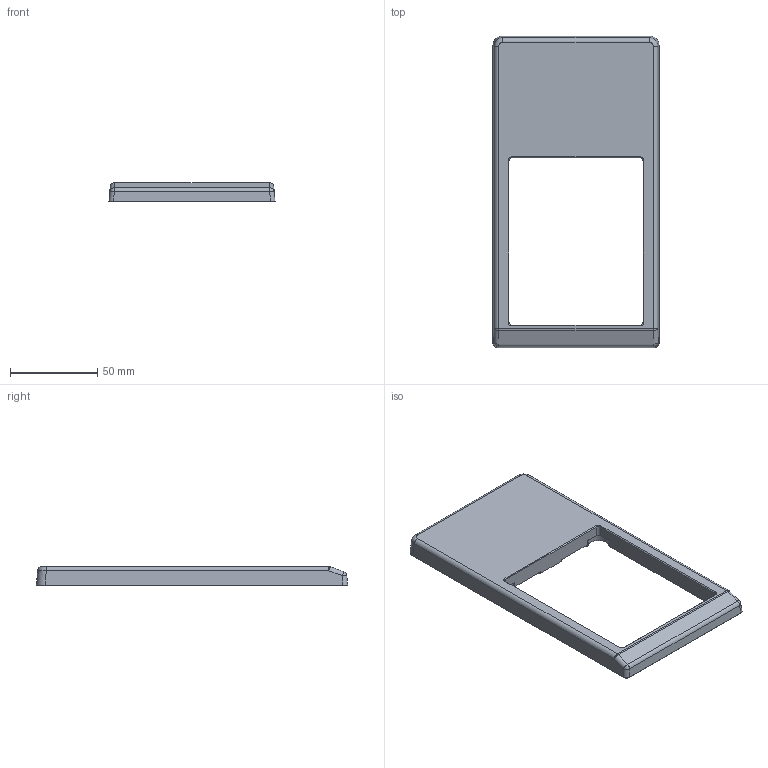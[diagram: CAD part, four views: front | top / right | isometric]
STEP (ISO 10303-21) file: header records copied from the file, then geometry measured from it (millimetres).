
FILE_DESCRIPTION(/* description */ ('STEP AP214','CAx-IF Rec.Pracs.---User Defined Attributes---1.5---2016-08-15'),/* implementation_level */ '2;1');
FILE_NAME(/* name */ '6934ee83dd5747af1b70bd99',/* time_stamp */ '2025-12-07T03:03:32Z',/* author */ (''),/* organization */ (''),/* preprocessor_version */ 'ST-DEVELOPER v20',/* originating_system */ 'ONSHAPE BY PTC INC, 1.207',/* authorisation */ ' ');
FILE_SCHEMA (('AUTOMOTIVE_DESIGN {1 0 10303 214 3 1 1}'));
Length unit declared in the file: metre
Products named in the file (1): Top Case (Numpad)
Bounding box: 95.27 x 178.57 x 10.9 mm (x, y, z)
Volume: 94724.3 mm3; surface area: 28231.3 mm2
Topology: 1 solids, 1 shells, 148 faces, 397 edges, 248 vertices
Faces by surface type: cylinder 63, plane 49, cone 26, bspline 6, sphere 4
Full cylindrical faces by diameter (mm): 2.05 x16
Entity records: 4317 total; most frequent: CARTESIAN_POINT 846, DIRECTION 743, ORIENTED_EDGE 658, EDGE_CURVE 329, AXIS2_PLACEMENT_3D 289, VERTEX_POINT 232, FACE_BOUND 199, EDGE_LOOP 183
